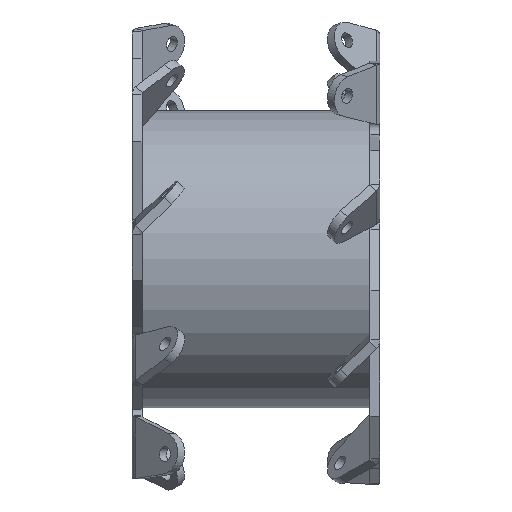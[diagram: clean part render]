
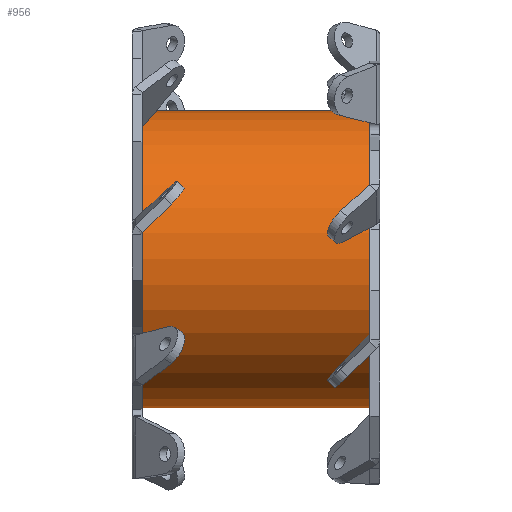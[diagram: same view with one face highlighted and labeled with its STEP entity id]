
A CAD part, top view. The second image highlights one B-rep face of the part: STEP entity #956.
In plain terms, the highlighted cylindrical face has radius 30 mm (diameter 60 mm), a full revolution.
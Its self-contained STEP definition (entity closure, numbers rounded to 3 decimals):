
#956=ADVANCED_FACE('',(#1104,#1105),#1012,.T.);
#1012=CYLINDRICAL_SURFACE('',#2854,30.);
#1104=FACE_BOUND('',#1309,.T.);
#1105=FACE_BOUND('',#1310,.T.);
#1309=EDGE_LOOP('',(#2003));
#1310=EDGE_LOOP('',(#2004));
#2003=ORIENTED_EDGE('',*,*,#2573,.F.);
#2004=ORIENTED_EDGE('',*,*,#2574,.T.);
#2226=VERTEX_POINT('',#4898);
#2227=VERTEX_POINT('',#4901);
#2573=EDGE_CURVE('',#2226,#2226,#2647,.T.);
#2574=EDGE_CURVE('',#2227,#2227,#2648,.T.);
#2647=CIRCLE('',#2850,30.);
#2648=CIRCLE('',#2852,30.);
#2850=AXIS2_PLACEMENT_3D('',#4897,#3499,#3500);
#2852=AXIS2_PLACEMENT_3D('',#4900,#3503,#3504);
#2854=AXIS2_PLACEMENT_3D('',#4903,#3507,#3508);
#3499=DIRECTION('',(1.,0.,0.));
#3500=DIRECTION('',(0.,0.,-1.));
#3503=DIRECTION('',(1.,0.,0.));
#3504=DIRECTION('',(0.,0.,-1.));
#3507=DIRECTION('',(-1.,0.,0.));
#3508=DIRECTION('',(0.,0.,1.));
#4897=CARTESIAN_POINT('',(46.,0.,0.));
#4898=CARTESIAN_POINT('',(46.,0.,-30.));
#4900=CARTESIAN_POINT('',(0.,0.,0.));
#4901=CARTESIAN_POINT('',(0.,0.,-30.));
#4903=CARTESIAN_POINT('',(46.,0.,0.));
